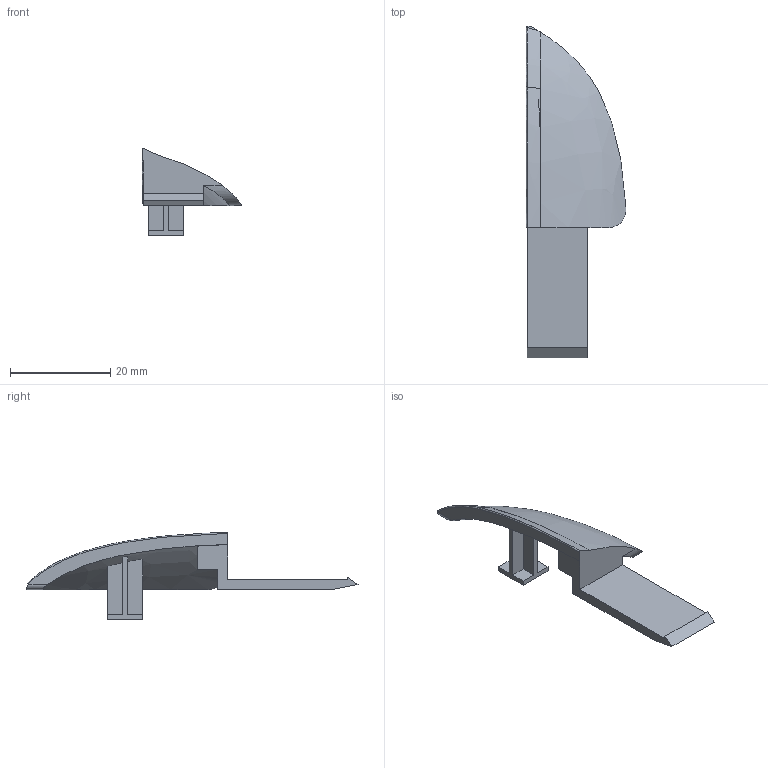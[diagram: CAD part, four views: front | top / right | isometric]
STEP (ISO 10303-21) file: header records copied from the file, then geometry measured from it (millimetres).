
FILE_DESCRIPTION(/* description */ (''),/* implementation_level */ '2;1');
FILE_NAME(/* name */ 'B4.step',/* time_stamp */ '2025-05-18T10:04:28+09:00',/* author */ (''),/* organization */ (''),/* preprocessor_version */ 'ST-DEVELOPER v20.1',/* originating_system */ 'Autodesk Translation Framework v14.4.0.0',/* authorisation */ '');
FILE_SCHEMA (('AUTOMOTIVE_DESIGN { 1 0 10303 214 3 1 1 }'));
Length unit declared in the file: millimetre
Products named in the file (1): B4 (1)
Bounding box: 19.93 x 66.31 x 17.42 mm (x, y, z)
Volume: 2464.2 mm3; surface area: 2890.7 mm2
Topology: 1 solids, 1 shells, 42 faces, 114 edges, 75 vertices
Faces by surface type: plane 31, bspline 9, cylinder 2
Entity records: 1844 total; most frequent: CARTESIAN_POINT 860, ORIENTED_EDGE 228, DIRECTION 141, EDGE_CURVE 114, VERTEX_POINT 75, LINE 69, VECTOR 69, EDGE_LOOP 43
